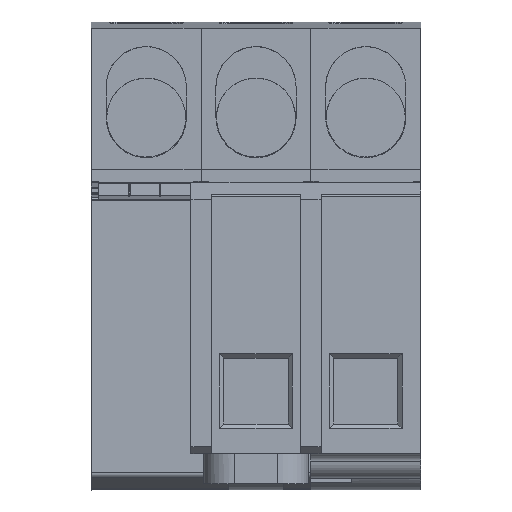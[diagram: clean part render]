
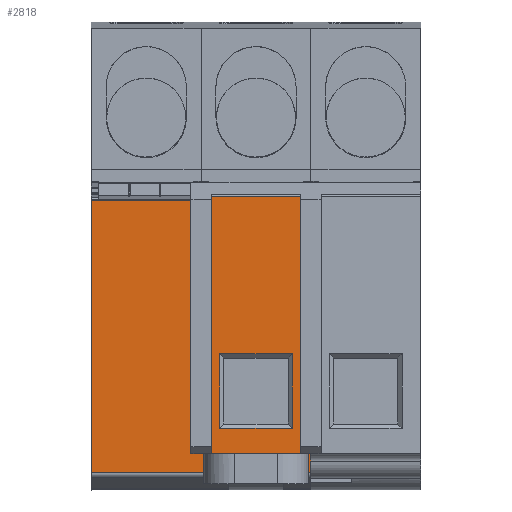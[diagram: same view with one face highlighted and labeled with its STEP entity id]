
A CAD part, front view. The second image highlights one B-rep face of the part: STEP entity #2818.
In plain terms, the highlighted planar face has unit normal (0, -1, 0).
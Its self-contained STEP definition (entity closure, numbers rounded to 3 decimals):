
#2677=AXIS2_PLACEMENT_3D('Plane Axis2P3D',#2674,#2675,#2676) ;
#1266=CARTESIAN_POINT('Line Origine',(0.,6.5,24.897)) ;
#1270=CARTESIAN_POINT('Vertex',(0.,6.5,46.974)) ;
#1272=CARTESIAN_POINT('Vertex',(0.,6.5,2.821)) ;
#2674=CARTESIAN_POINT('Axis2P3D Location',(17.8,6.5,47.678)) ;
#2679=CARTESIAN_POINT('Line Origine',(16.15,6.5,26.437)) ;
#2683=CARTESIAN_POINT('Vertex',(16.15,6.5,46.974)) ;
#2685=CARTESIAN_POINT('Vertex',(16.15,6.5,5.9)) ;
#2688=CARTESIAN_POINT('Line Origine',(8.075,6.5,46.974)) ;
#2693=CARTESIAN_POINT('Line Origine',(11.15,6.5,2.821)) ;
#2697=CARTESIAN_POINT('Vertex',(22.3,6.5,2.821)) ;
#2700=CARTESIAN_POINT('Line Origine',(22.3,6.5,4.36)) ;
#2704=CARTESIAN_POINT('Vertex',(22.3,6.5,5.9)) ;
#2707=CARTESIAN_POINT('Line Origine',(26.7,6.5,5.9)) ;
#2711=CARTESIAN_POINT('Vertex',(31.1,6.5,5.9)) ;
#2714=CARTESIAN_POINT('Line Origine',(31.1,6.5,4.36)) ;
#2718=CARTESIAN_POINT('Vertex',(31.1,6.5,2.821)) ;
#2721=CARTESIAN_POINT('Line Origine',(33.35,6.5,2.821)) ;
#2725=CARTESIAN_POINT('Vertex',(35.6,6.5,2.821)) ;
#2728=CARTESIAN_POINT('Line Origine',(35.6,6.5,4.36)) ;
#2732=CARTESIAN_POINT('Vertex',(35.6,6.5,5.9)) ;
#2735=CARTESIAN_POINT('Line Origine',(34.775,6.5,5.9)) ;
#2739=CARTESIAN_POINT('Vertex',(33.95,6.5,5.9)) ;
#2742=CARTESIAN_POINT('Line Origine',(33.95,6.5,26.789)) ;
#2746=CARTESIAN_POINT('Vertex',(33.95,6.5,47.678)) ;
#2749=CARTESIAN_POINT('Line Origine',(26.7,6.5,47.678)) ;
#2753=CARTESIAN_POINT('Vertex',(19.45,6.5,47.678)) ;
#2756=CARTESIAN_POINT('Line Origine',(19.45,6.5,26.789)) ;
#2760=CARTESIAN_POINT('Vertex',(19.45,6.5,5.9)) ;
#2763=CARTESIAN_POINT('Line Origine',(17.8,6.5,5.9)) ;
#2784=CARTESIAN_POINT('Line Origine',(32.6,6.5,16.05)) ;
#2788=CARTESIAN_POINT('Vertex',(32.6,6.5,10.)) ;
#2790=CARTESIAN_POINT('Vertex',(32.6,6.5,22.1)) ;
#2793=CARTESIAN_POINT('Line Origine',(26.7,6.5,10.)) ;
#2797=CARTESIAN_POINT('Vertex',(20.8,6.5,10.)) ;
#2800=CARTESIAN_POINT('Line Origine',(20.8,6.5,16.05)) ;
#2804=CARTESIAN_POINT('Vertex',(20.8,6.5,22.1)) ;
#2807=CARTESIAN_POINT('Line Origine',(26.7,6.5,22.1)) ;
#1267=DIRECTION('Vector Direction',(0.,0.,-1.)) ;
#2675=DIRECTION('Axis2P3D Direction',(0.,1.,0.)) ;
#2676=DIRECTION('Axis2P3D XDirection',(-1.,0.,0.)) ;
#2680=DIRECTION('Vector Direction',(0.,0.,-1.)) ;
#2689=DIRECTION('Vector Direction',(1.,0.,0.)) ;
#2694=DIRECTION('Vector Direction',(1.,0.,0.)) ;
#2701=DIRECTION('Vector Direction',(0.,0.,-1.)) ;
#2708=DIRECTION('Vector Direction',(-1.,0.,0.)) ;
#2715=DIRECTION('Vector Direction',(0.,0.,-1.)) ;
#2722=DIRECTION('Vector Direction',(1.,0.,0.)) ;
#2729=DIRECTION('Vector Direction',(0.,0.,-1.)) ;
#2736=DIRECTION('Vector Direction',(-1.,0.,0.)) ;
#2743=DIRECTION('Vector Direction',(0.,0.,-1.)) ;
#2750=DIRECTION('Vector Direction',(1.,0.,0.)) ;
#2757=DIRECTION('Vector Direction',(0.,0.,-1.)) ;
#2764=DIRECTION('Vector Direction',(-1.,0.,0.)) ;
#2785=DIRECTION('Vector Direction',(0.,0.,1.)) ;
#2794=DIRECTION('Vector Direction',(1.,0.,0.)) ;
#2801=DIRECTION('Vector Direction',(0.,0.,-1.)) ;
#2808=DIRECTION('Vector Direction',(-1.,0.,0.)) ;
#1268=VECTOR('Line Direction',#1267,1.) ;
#2681=VECTOR('Line Direction',#2680,1.) ;
#2690=VECTOR('Line Direction',#2689,1.) ;
#2695=VECTOR('Line Direction',#2694,1.) ;
#2702=VECTOR('Line Direction',#2701,1.) ;
#2709=VECTOR('Line Direction',#2708,1.) ;
#2716=VECTOR('Line Direction',#2715,1.) ;
#2723=VECTOR('Line Direction',#2722,1.) ;
#2730=VECTOR('Line Direction',#2729,1.) ;
#2737=VECTOR('Line Direction',#2736,1.) ;
#2744=VECTOR('Line Direction',#2743,1.) ;
#2751=VECTOR('Line Direction',#2750,1.) ;
#2758=VECTOR('Line Direction',#2757,1.) ;
#2765=VECTOR('Line Direction',#2764,1.) ;
#2786=VECTOR('Line Direction',#2785,1.) ;
#2795=VECTOR('Line Direction',#2794,1.) ;
#2802=VECTOR('Line Direction',#2801,1.) ;
#2809=VECTOR('Line Direction',#2808,1.) ;
#2769=ORIENTED_EDGE('',*,*,#2687,.F.) ;
#2770=ORIENTED_EDGE('',*,*,#2692,.F.) ;
#2771=ORIENTED_EDGE('',*,*,#1274,.T.) ;
#2772=ORIENTED_EDGE('',*,*,#2699,.T.) ;
#2773=ORIENTED_EDGE('',*,*,#2706,.F.) ;
#2774=ORIENTED_EDGE('',*,*,#2713,.F.) ;
#2775=ORIENTED_EDGE('',*,*,#2720,.T.) ;
#2776=ORIENTED_EDGE('',*,*,#2727,.F.) ;
#2777=ORIENTED_EDGE('',*,*,#2734,.F.) ;
#2778=ORIENTED_EDGE('',*,*,#2741,.T.) ;
#2779=ORIENTED_EDGE('',*,*,#2748,.F.) ;
#2780=ORIENTED_EDGE('',*,*,#2755,.T.) ;
#2781=ORIENTED_EDGE('',*,*,#2762,.T.) ;
#2782=ORIENTED_EDGE('',*,*,#2767,.T.) ;
#2813=ORIENTED_EDGE('',*,*,#2792,.F.) ;
#2814=ORIENTED_EDGE('',*,*,#2799,.F.) ;
#2815=ORIENTED_EDGE('',*,*,#2806,.F.) ;
#2816=ORIENTED_EDGE('',*,*,#2811,.F.) ;
#2817=FACE_BOUND('',#2812,.T.) ;
#2818=ADVANCED_FACE('SOCKEL',(#2783,#2817),#2678,.F.) ;
#1274=EDGE_CURVE('',#1271,#1273,#1269,.T.) ;
#2687=EDGE_CURVE('',#2684,#2686,#2682,.T.) ;
#2692=EDGE_CURVE('',#1271,#2684,#2691,.T.) ;
#2699=EDGE_CURVE('',#1273,#2698,#2696,.T.) ;
#2706=EDGE_CURVE('',#2705,#2698,#2703,.T.) ;
#2713=EDGE_CURVE('',#2712,#2705,#2710,.T.) ;
#2720=EDGE_CURVE('',#2712,#2719,#2717,.T.) ;
#2727=EDGE_CURVE('',#2726,#2719,#2724,.F.) ;
#2734=EDGE_CURVE('',#2733,#2726,#2731,.T.) ;
#2741=EDGE_CURVE('',#2733,#2740,#2738,.T.) ;
#2748=EDGE_CURVE('',#2747,#2740,#2745,.T.) ;
#2755=EDGE_CURVE('',#2747,#2754,#2752,.F.) ;
#2762=EDGE_CURVE('',#2754,#2761,#2759,.T.) ;
#2767=EDGE_CURVE('',#2761,#2686,#2766,.T.) ;
#2792=EDGE_CURVE('',#2789,#2791,#2787,.T.) ;
#2799=EDGE_CURVE('',#2798,#2789,#2796,.T.) ;
#2806=EDGE_CURVE('',#2805,#2798,#2803,.T.) ;
#2811=EDGE_CURVE('',#2791,#2805,#2810,.T.) ;
#2768=EDGE_LOOP('',(#2769,#2770,#2771,#2772,#2773,#2774,#2775,#2776,#2777,#2778,#2779,#2780,#2781,#2782)) ;
#2812=EDGE_LOOP('',(#2813,#2814,#2815,#2816)) ;
#2783=FACE_OUTER_BOUND('',#2768,.T.) ;
#1269=LINE('Line',#1266,#1268) ;
#2682=LINE('Line',#2679,#2681) ;
#2691=LINE('Line',#2688,#2690) ;
#2696=LINE('Line',#2693,#2695) ;
#2703=LINE('Line',#2700,#2702) ;
#2710=LINE('Line',#2707,#2709) ;
#2717=LINE('Line',#2714,#2716) ;
#2724=LINE('Line',#2721,#2723) ;
#2731=LINE('Line',#2728,#2730) ;
#2738=LINE('Line',#2735,#2737) ;
#2745=LINE('Line',#2742,#2744) ;
#2752=LINE('Line',#2749,#2751) ;
#2759=LINE('Line',#2756,#2758) ;
#2766=LINE('Line',#2763,#2765) ;
#2787=LINE('Line',#2784,#2786) ;
#2796=LINE('Line',#2793,#2795) ;
#2803=LINE('Line',#2800,#2802) ;
#2810=LINE('Line',#2807,#2809) ;
#2678=PLANE('',#2677) ;
#1271=VERTEX_POINT('',#1270) ;
#1273=VERTEX_POINT('',#1272) ;
#2684=VERTEX_POINT('',#2683) ;
#2686=VERTEX_POINT('',#2685) ;
#2698=VERTEX_POINT('',#2697) ;
#2705=VERTEX_POINT('',#2704) ;
#2712=VERTEX_POINT('',#2711) ;
#2719=VERTEX_POINT('',#2718) ;
#2726=VERTEX_POINT('',#2725) ;
#2733=VERTEX_POINT('',#2732) ;
#2740=VERTEX_POINT('',#2739) ;
#2747=VERTEX_POINT('',#2746) ;
#2754=VERTEX_POINT('',#2753) ;
#2761=VERTEX_POINT('',#2760) ;
#2789=VERTEX_POINT('',#2788) ;
#2791=VERTEX_POINT('',#2790) ;
#2798=VERTEX_POINT('',#2797) ;
#2805=VERTEX_POINT('',#2804) ;
